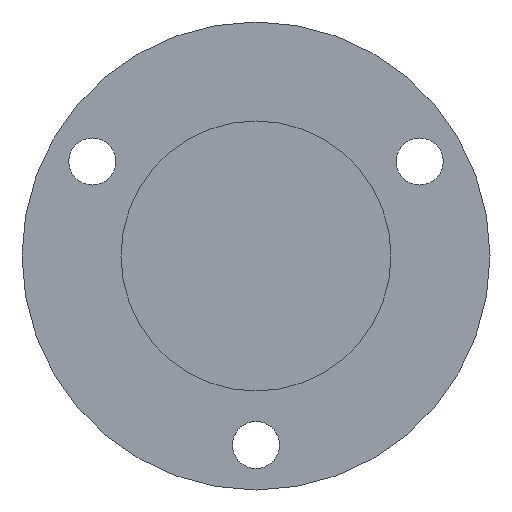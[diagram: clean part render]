
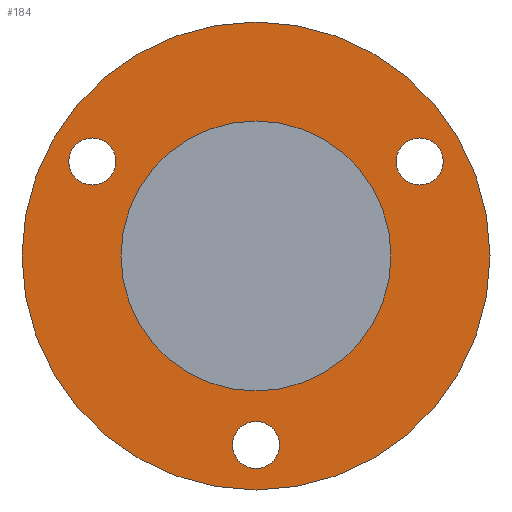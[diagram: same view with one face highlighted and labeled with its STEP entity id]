
A CAD part, front view. The second image highlights one B-rep face of the part: STEP entity #184.
In plain terms, the highlighted planar face has unit normal (0, -1, 0).
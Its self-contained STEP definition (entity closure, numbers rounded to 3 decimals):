
#9 = CARTESIAN_POINT ( 'NONE',  ( 18.187, 58., 13.115 ) ) ;
#10 = FACE_BOUND ( 'NONE', #285, .T. ) ;
#14 = CIRCLE ( 'NONE', #402, 2.615 ) ;
#15 = DIRECTION ( 'NONE',  ( 0., 1., 0. ) ) ;
#22 = DIRECTION ( 'NONE',  ( 0., 1., 0. ) ) ;
#37 = CARTESIAN_POINT ( 'NONE',  ( -18.187, 58., 10.5 ) ) ;
#39 = CARTESIAN_POINT ( 'NONE',  ( 0., 58., 15. ) ) ;
#42 = CARTESIAN_POINT ( 'NONE',  ( 0., 58., -26. ) ) ;
#52 = CIRCLE ( 'NONE', #358, 26. ) ;
#56 = CARTESIAN_POINT ( 'NONE',  ( 18.187, 58., 7.885 ) ) ;
#68 = DIRECTION ( 'NONE',  ( 0., 0., 1. ) ) ;
#71 = DIRECTION ( 'NONE',  ( 0., 0., 1. ) ) ;
#78 = AXIS2_PLACEMENT_3D ( 'NONE', #37, #426, #130 ) ;
#96 = DIRECTION ( 'NONE',  ( 0., 1., 0. ) ) ;
#99 = CIRCLE ( 'NONE', #466, 2.615 ) ;
#112 = ORIENTED_EDGE ( 'NONE', *, *, #618, .F. ) ;
#126 = AXIS2_PLACEMENT_3D ( 'NONE', #515, #157, #68 ) ;
#130 = DIRECTION ( 'NONE',  ( 0., 0., 1. ) ) ;
#137 = CARTESIAN_POINT ( 'NONE',  ( 0., 58., -18.385 ) ) ;
#138 = ORIENTED_EDGE ( 'NONE', *, *, #251, .T. ) ;
#140 = DIRECTION ( 'NONE',  ( 0., 0., 1. ) ) ;
#147 = FACE_OUTER_BOUND ( 'NONE', #511, .T. ) ;
#148 = DIRECTION ( 'NONE',  ( 0., 1., 0. ) ) ;
#152 = CARTESIAN_POINT ( 'NONE',  ( -18.187, 58., 13.115 ) ) ;
#157 = DIRECTION ( 'NONE',  ( 0., 1., 0. ) ) ;
#167 = VERTEX_POINT ( 'NONE', #137 ) ;
#171 = DIRECTION ( 'NONE',  ( 0., 1., 0. ) ) ;
#178 = AXIS2_PLACEMENT_3D ( 'NONE', #560, #148, #354 ) ;
#179 = CARTESIAN_POINT ( 'NONE',  ( 0., 58., 0. ) ) ;
#180 = CIRCLE ( 'NONE', #412, 2.615 ) ;
#181 = ORIENTED_EDGE ( 'NONE', *, *, #596, .T. ) ;
#184 = ADVANCED_FACE ( 'NONE', ( #448, #603, #10, #399, #147 ), #600, .F. ) ;
#188 = CARTESIAN_POINT ( 'NONE',  ( 0., 58., 26. ) ) ;
#192 = AXIS2_PLACEMENT_3D ( 'NONE', #359, #15, #561 ) ;
#195 = DIRECTION ( 'NONE',  ( 0., 1., 0. ) ) ;
#204 = EDGE_CURVE ( 'NONE', #292, #422, #340, .T. ) ;
#216 = EDGE_LOOP ( 'NONE', ( #181, #436 ) ) ;
#227 = CARTESIAN_POINT ( 'NONE',  ( 18.187, 58., 10.5 ) ) ;
#244 = ORIENTED_EDGE ( 'NONE', *, *, #629, .T. ) ;
#251 = EDGE_CURVE ( 'NONE', #601, #464, #559, .T. ) ;
#252 = AXIS2_PLACEMENT_3D ( 'NONE', #291, #195, #140 ) ;
#268 = ORIENTED_EDGE ( 'NONE', *, *, #636, .T. ) ;
#276 = DIRECTION ( 'NONE',  ( 0., 0., 1. ) ) ;
#285 = EDGE_LOOP ( 'NONE', ( #544, #138 ) ) ;
#291 = CARTESIAN_POINT ( 'NONE',  ( -18.187, 58., 10.5 ) ) ;
#292 = VERTEX_POINT ( 'NONE', #39 ) ;
#295 = EDGE_CURVE ( 'NONE', #373, #387, #14, .T. ) ;
#316 = EDGE_CURVE ( 'NONE', #365, #342, #52, .T. ) ;
#326 = EDGE_CURVE ( 'NONE', #464, #601, #493, .T. ) ;
#328 = ORIENTED_EDGE ( 'NONE', *, *, #468, .T. ) ;
#336 = CIRCLE ( 'NONE', #178, 2.615 ) ;
#337 = DIRECTION ( 'NONE',  ( 0., 1., 0. ) ) ;
#339 = VERTEX_POINT ( 'NONE', #483 ) ;
#340 = CIRCLE ( 'NONE', #626, 15. ) ;
#342 = VERTEX_POINT ( 'NONE', #42 ) ;
#350 = CARTESIAN_POINT ( 'NONE',  ( -18.187, 58., 7.885 ) ) ;
#354 = DIRECTION ( 'NONE',  ( 0., 0., 1. ) ) ;
#355 = CARTESIAN_POINT ( 'NONE',  ( 0., 58., 0. ) ) ;
#358 = AXIS2_PLACEMENT_3D ( 'NONE', #179, #171, #276 ) ;
#359 = CARTESIAN_POINT ( 'NONE',  ( 0., 58., 0. ) ) ;
#365 = VERTEX_POINT ( 'NONE', #188 ) ;
#373 = VERTEX_POINT ( 'NONE', #56 ) ;
#387 = VERTEX_POINT ( 'NONE', #9 ) ;
#390 = DIRECTION ( 'NONE',  ( 0., 0., 1. ) ) ;
#399 = FACE_BOUND ( 'NONE', #583, .T. ) ;
#401 = CARTESIAN_POINT ( 'NONE',  ( 18.187, 58., 10.5 ) ) ;
#402 = AXIS2_PLACEMENT_3D ( 'NONE', #227, #337, #431 ) ;
#405 = ORIENTED_EDGE ( 'NONE', *, *, #204, .T. ) ;
#412 = AXIS2_PLACEMENT_3D ( 'NONE', #401, #537, #390 ) ;
#422 = VERTEX_POINT ( 'NONE', #491 ) ;
#426 = DIRECTION ( 'NONE',  ( 0., 1., 0. ) ) ;
#431 = DIRECTION ( 'NONE',  ( 0., 0., 1. ) ) ;
#436 = ORIENTED_EDGE ( 'NONE', *, *, #295, .T. ) ;
#441 = DIRECTION ( 'NONE',  ( 0., 1., 0. ) ) ;
#445 = DIRECTION ( 'NONE',  ( 0., 0., 1. ) ) ;
#448 = FACE_BOUND ( 'NONE', #598, .T. ) ;
#452 = DIRECTION ( 'NONE',  ( 0., 0., 1. ) ) ;
#454 = CARTESIAN_POINT ( 'NONE',  ( 0., 58., -21. ) ) ;
#464 = VERTEX_POINT ( 'NONE', #152 ) ;
#466 = AXIS2_PLACEMENT_3D ( 'NONE', #454, #22, #71 ) ;
#468 = EDGE_CURVE ( 'NONE', #339, #167, #336, .T. ) ;
#483 = CARTESIAN_POINT ( 'NONE',  ( 0., 58., -23.615 ) ) ;
#491 = CARTESIAN_POINT ( 'NONE',  ( 0., 58., -15. ) ) ;
#493 = CIRCLE ( 'NONE', #78, 2.615 ) ;
#496 = CARTESIAN_POINT ( 'NONE',  ( 0., 58., 0. ) ) ;
#511 = EDGE_LOOP ( 'NONE', ( #112, #534 ) ) ;
#515 = CARTESIAN_POINT ( 'NONE',  ( 0., 58., 0. ) ) ;
#534 = ORIENTED_EDGE ( 'NONE', *, *, #316, .F. ) ;
#537 = DIRECTION ( 'NONE',  ( 0., 1., 0. ) ) ;
#539 = AXIS2_PLACEMENT_3D ( 'NONE', #355, #441, #445 ) ;
#544 = ORIENTED_EDGE ( 'NONE', *, *, #326, .T. ) ;
#547 = CIRCLE ( 'NONE', #192, 15. ) ;
#558 = CIRCLE ( 'NONE', #126, 26. ) ;
#559 = CIRCLE ( 'NONE', #252, 2.615 ) ;
#560 = CARTESIAN_POINT ( 'NONE',  ( 0., 58., -21. ) ) ;
#561 = DIRECTION ( 'NONE',  ( 0., 0., 1. ) ) ;
#583 = EDGE_LOOP ( 'NONE', ( #268, #405 ) ) ;
#596 = EDGE_CURVE ( 'NONE', #387, #373, #180, .T. ) ;
#598 = EDGE_LOOP ( 'NONE', ( #244, #328 ) ) ;
#600 = PLANE ( 'NONE',  #539 ) ;
#601 = VERTEX_POINT ( 'NONE', #350 ) ;
#603 = FACE_BOUND ( 'NONE', #216, .T. ) ;
#618 = EDGE_CURVE ( 'NONE', #342, #365, #558, .T. ) ;
#626 = AXIS2_PLACEMENT_3D ( 'NONE', #496, #96, #452 ) ;
#629 = EDGE_CURVE ( 'NONE', #167, #339, #99, .T. ) ;
#636 = EDGE_CURVE ( 'NONE', #422, #292, #547, .T. ) ;
